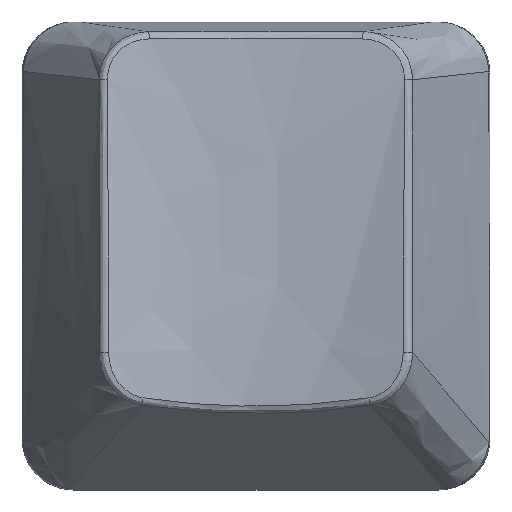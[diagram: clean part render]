
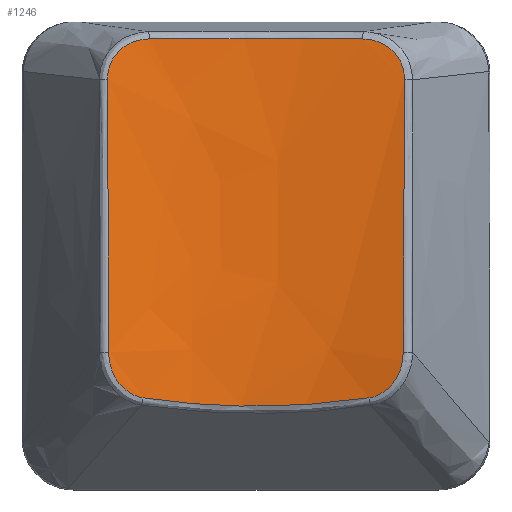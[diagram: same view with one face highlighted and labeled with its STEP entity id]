
A CAD part, top view. The second image highlights one B-rep face of the part: STEP entity #1246.
In plain terms, the highlighted free-form (B-spline) face has degree [3, 3] with [5, 4] control points.
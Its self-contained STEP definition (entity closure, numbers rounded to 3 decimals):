
#216=FACE_OUTER_BOUND('',#295,.T.);
#295=EDGE_LOOP('',(#941,#942,#943,#944,#945,#946,#947,#948));
#374=B_SPLINE_CURVE_WITH_KNOTS('',3,(#2201,#2202,#2203,#2204,#2205),
 .UNSPECIFIED.,.F.,.F.,(4,1,4),(0.,0.105,0.245),
 .UNSPECIFIED.);
#375=B_SPLINE_CURVE_WITH_KNOTS('',3,(#2228,#2229,#2230,#2231),
 .UNSPECIFIED.,.F.,.F.,(4,4),(0.,1.064),
 .UNSPECIFIED.);
#377=B_SPLINE_CURVE_WITH_KNOTS('',3,(#2271,#2272,#2273,#2274,#2275,#2276),
 .UNSPECIFIED.,.F.,.F.,(4,1,1,4),(0.,0.073,
0.147,0.257),.UNSPECIFIED.);
#379=B_SPLINE_CURVE_WITH_KNOTS('',3,(#2304,#2305,#2306,#2307),
 .UNSPECIFIED.,.F.,.F.,(4,4),(0.,0.838),
 .UNSPECIFIED.);
#381=B_SPLINE_CURVE_WITH_KNOTS('',3,(#2347,#2348,#2349,#2350,#2351,#2352),
 .UNSPECIFIED.,.F.,.F.,(4,1,1,4),(0.,0.11,
0.184,0.257),.UNSPECIFIED.);
#383=B_SPLINE_CURVE_WITH_KNOTS('',3,(#2379,#2380,#2381,#2382),
 .UNSPECIFIED.,.F.,.F.,(4,4),(0.,1.064),
 .UNSPECIFIED.);
#384=B_SPLINE_CURVE_WITH_KNOTS('',3,(#2415,#2416,#2417,#2418,#2419,#2420),
 .UNSPECIFIED.,.F.,.F.,(4,1,1,4),(0.,0.105,0.175,
0.245),.UNSPECIFIED.);
#385=B_SPLINE_CURVE_WITH_KNOTS('',3,(#2441,#2442,#2443,#2444),
 .UNSPECIFIED.,.F.,.F.,(4,4),(0.,0.905),.UNSPECIFIED.);
#525=VERTEX_POINT('',#2197);
#526=VERTEX_POINT('',#2199);
#527=VERTEX_POINT('',#2226);
#528=VERTEX_POINT('',#2262);
#530=VERTEX_POINT('',#2297);
#532=VERTEX_POINT('',#2338);
#534=VERTEX_POINT('',#2373);
#535=VERTEX_POINT('',#2413);
#672=EDGE_CURVE('',#526,#525,#374,.T.);
#674=EDGE_CURVE('',#525,#527,#375,.T.);
#677=EDGE_CURVE('',#527,#528,#377,.T.);
#680=EDGE_CURVE('',#528,#530,#379,.T.);
#683=EDGE_CURVE('',#530,#532,#381,.T.);
#686=EDGE_CURVE('',#532,#534,#383,.T.);
#688=EDGE_CURVE('',#534,#535,#384,.T.);
#689=EDGE_CURVE('',#535,#526,#385,.T.);
#941=ORIENTED_EDGE('',*,*,#672,.F.);
#942=ORIENTED_EDGE('',*,*,#689,.F.);
#943=ORIENTED_EDGE('',*,*,#688,.F.);
#944=ORIENTED_EDGE('',*,*,#686,.F.);
#945=ORIENTED_EDGE('',*,*,#683,.F.);
#946=ORIENTED_EDGE('',*,*,#680,.F.);
#947=ORIENTED_EDGE('',*,*,#677,.F.);
#948=ORIENTED_EDGE('',*,*,#674,.F.);
#1199=B_SPLINE_SURFACE_WITH_KNOTS('',3,3,((#2465,#2466,#2467,#2468),(#2469,
#2470,#2471,#2472),(#2473,#2474,#2475,#2476),(#2477,#2478,#2479,#2480),
(#2481,#2482,#2483,#2484)),.UNSPECIFIED.,.F.,.F.,.F.,(4,1,4),(4,4),(0.017,
0.431,0.983),(0.017,0.987),
 .UNSPECIFIED.);
#1246=ADVANCED_FACE('',(#216),#1199,.T.);
#2197=CARTESIAN_POINT('',(-5.715,-3.749,6.221));
#2199=CARTESIAN_POINT('',(-4.382,-5.516,5.968));
#2201=CARTESIAN_POINT('Ctrl Pts',(-4.382,-5.516,5.968));
#2202=CARTESIAN_POINT('Ctrl Pts',(-4.71,-5.466,6.054));
#2203=CARTESIAN_POINT('Ctrl Pts',(-5.43,-5.046,6.246));
#2204=CARTESIAN_POINT('Ctrl Pts',(-5.713,-4.213,6.268));
#2205=CARTESIAN_POINT('Ctrl Pts',(-5.715,-3.749,6.221));
#2226=CARTESIAN_POINT('',(-5.763,6.842,5.152));
#2228=CARTESIAN_POINT('Ctrl Pts',(-5.715,-3.749,6.221));
#2229=CARTESIAN_POINT('Ctrl Pts',(-5.73,-0.219,5.867));
#2230=CARTESIAN_POINT('Ctrl Pts',(-5.746,3.312,5.511));
#2231=CARTESIAN_POINT('Ctrl Pts',(-5.763,6.842,5.152));
#2262=CARTESIAN_POINT('',(-4.14,8.415,4.748));
#2271=CARTESIAN_POINT('Ctrl Pts',(-5.763,6.842,5.152));
#2272=CARTESIAN_POINT('Ctrl Pts',(-5.764,7.086,5.127));
#2273=CARTESIAN_POINT('Ctrl Pts',(-5.658,7.572,5.056));
#2274=CARTESIAN_POINT('Ctrl Pts',(-5.103,8.231,4.895));
#2275=CARTESIAN_POINT('Ctrl Pts',(-4.501,8.412,4.794));
#2276=CARTESIAN_POINT('Ctrl Pts',(-4.14,8.415,4.748));
#2297=CARTESIAN_POINT('',(4.14,8.415,4.748));
#2304=CARTESIAN_POINT('Ctrl Pts',(-4.14,8.415,4.748));
#2305=CARTESIAN_POINT('Ctrl Pts',(-1.394,8.437,4.405));
#2306=CARTESIAN_POINT('Ctrl Pts',(1.394,8.437,4.405));
#2307=CARTESIAN_POINT('Ctrl Pts',(4.14,8.415,4.748));
#2338=CARTESIAN_POINT('',(5.763,6.842,5.152));
#2347=CARTESIAN_POINT('Ctrl Pts',(4.14,8.415,4.748));
#2348=CARTESIAN_POINT('Ctrl Pts',(4.501,8.412,4.794));
#2349=CARTESIAN_POINT('Ctrl Pts',(5.103,8.231,4.895));
#2350=CARTESIAN_POINT('Ctrl Pts',(5.658,7.572,5.056));
#2351=CARTESIAN_POINT('Ctrl Pts',(5.764,7.086,5.127));
#2352=CARTESIAN_POINT('Ctrl Pts',(5.763,6.842,5.152));
#2373=CARTESIAN_POINT('',(5.715,-3.749,6.221));
#2379=CARTESIAN_POINT('Ctrl Pts',(5.763,6.842,5.152));
#2380=CARTESIAN_POINT('Ctrl Pts',(5.746,3.312,5.511));
#2381=CARTESIAN_POINT('Ctrl Pts',(5.73,-0.219,5.867));
#2382=CARTESIAN_POINT('Ctrl Pts',(5.715,-3.749,6.221));
#2413=CARTESIAN_POINT('',(4.382,-5.516,5.968));
#2415=CARTESIAN_POINT('Ctrl Pts',(5.715,-3.749,6.221));
#2416=CARTESIAN_POINT('Ctrl Pts',(5.714,-4.097,6.256));
#2417=CARTESIAN_POINT('Ctrl Pts',(5.564,-4.685,6.261));
#2418=CARTESIAN_POINT('Ctrl Pts',(5.024,-5.305,6.137));
#2419=CARTESIAN_POINT('Ctrl Pts',(4.601,-5.483,6.025));
#2420=CARTESIAN_POINT('Ctrl Pts',(4.382,-5.516,5.968));
#2441=CARTESIAN_POINT('Ctrl Pts',(4.382,-5.516,5.968));
#2442=CARTESIAN_POINT('Ctrl Pts',(1.546,-5.949,5.226));
#2443=CARTESIAN_POINT('Ctrl Pts',(-1.546,-5.949,5.226));
#2444=CARTESIAN_POINT('Ctrl Pts',(-4.382,-5.516,5.968));
#2465=CARTESIAN_POINT('Ctrl Pts',(5.763,8.399,4.992));
#2466=CARTESIAN_POINT('Ctrl Pts',(5.766,3.837,5.461));
#2467=CARTESIAN_POINT('Ctrl Pts',(5.769,-0.726,5.93));
#2468=CARTESIAN_POINT('Ctrl Pts',(5.772,-5.289,6.399));
#2469=CARTESIAN_POINT('Ctrl Pts',(4.134,8.418,4.706));
#2470=CARTESIAN_POINT('Ctrl Pts',(4.158,3.745,5.084));
#2471=CARTESIAN_POINT('Ctrl Pts',(4.183,-0.928,5.462));
#2472=CARTESIAN_POINT('Ctrl Pts',(4.207,-5.602,5.839));
#2473=CARTESIAN_POINT('Ctrl Pts',(0.28,8.443,4.322));
#2474=CARTESIAN_POINT('Ctrl Pts',(0.288,3.618,4.571));
#2475=CARTESIAN_POINT('Ctrl Pts',(0.295,-1.208,4.819));
#2476=CARTESIAN_POINT('Ctrl Pts',(0.303,-6.033,5.068));
#2477=CARTESIAN_POINT('Ctrl Pts',(-3.591,8.424,4.611));
#2478=CARTESIAN_POINT('Ctrl Pts',(-3.623,3.714,4.957));
#2479=CARTESIAN_POINT('Ctrl Pts',(-3.654,-0.995,
5.306));
#2480=CARTESIAN_POINT('Ctrl Pts',(-3.686,-5.706,5.653));
#2481=CARTESIAN_POINT('Ctrl Pts',(-5.763,8.399,4.992));
#2482=CARTESIAN_POINT('Ctrl Pts',(-5.766,3.837,5.461));
#2483=CARTESIAN_POINT('Ctrl Pts',(-5.769,-0.726,
5.93));
#2484=CARTESIAN_POINT('Ctrl Pts',(-5.772,-5.289,6.399));
